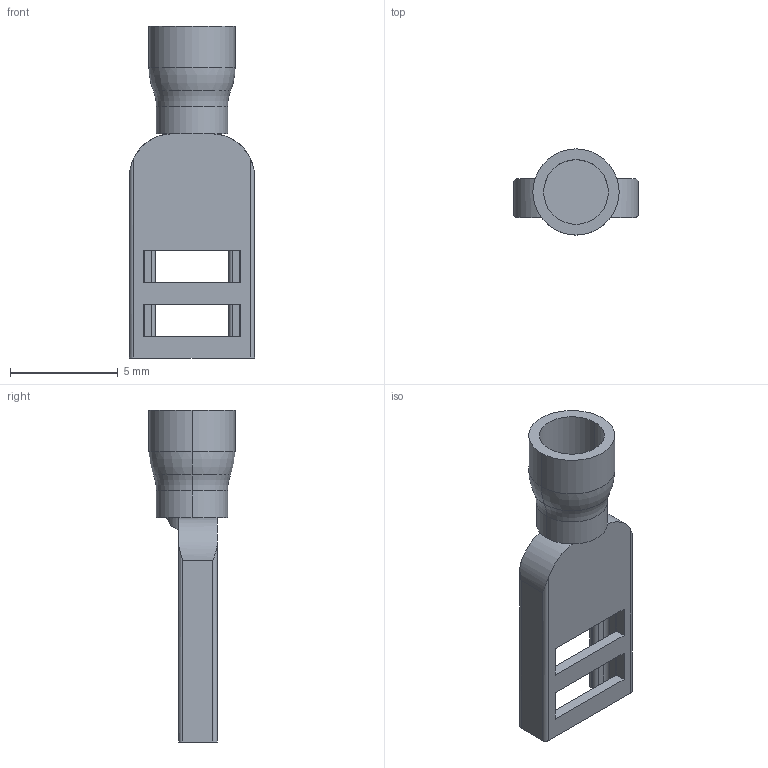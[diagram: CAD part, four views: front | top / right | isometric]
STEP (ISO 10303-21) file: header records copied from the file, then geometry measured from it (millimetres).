
FILE_DESCRIPTION (( 'STEP AP214' ), '1' );
FILE_NAME ('User Library-Crimp.STEP', '2018-08-16T10:12:24', ( '' ), ( '' ), 'SwSTEP 2.0', 'SolidWorks 2018', '' );
FILE_SCHEMA (( 'AUTOMOTIVE_DESIGN' ));
Length unit declared in the file: millimetre
Products named in the file (1): User Library-Crimp
Bounding box: 5.8 x 4 x 15.4 mm (x, y, z)
Volume: 70.4 mm3; surface area: 304.3 mm2
Topology: 1 solids, 1 shells, 68 faces, 179 edges, 113 vertices
Faces by surface type: plane 39, cylinder 25, torus 4
Entity records: 2897 total; most frequent: CARTESIAN_POINT 409, ORIENTED_EDGE 358, DIRECTION 357, EDGE_CURVE 179, AXIS2_PLACEMENT_3D 121, LINE 115, VECTOR 115, VERTEX_POINT 113
